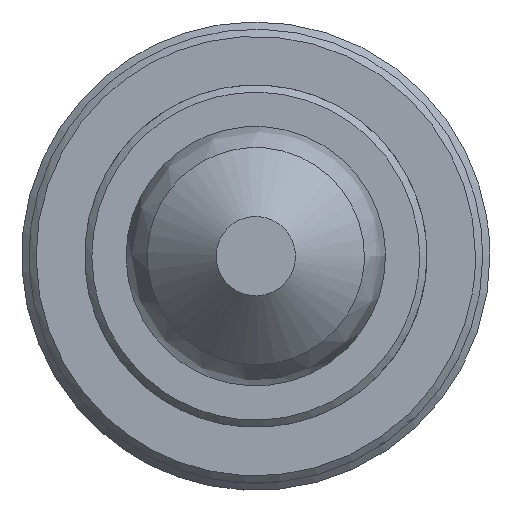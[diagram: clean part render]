
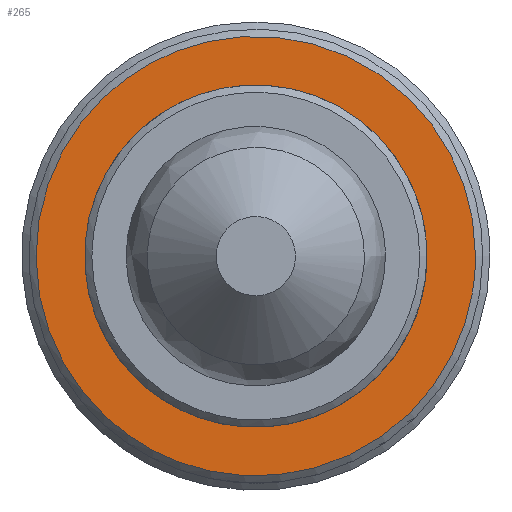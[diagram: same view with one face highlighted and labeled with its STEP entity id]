
A CAD part, front view. The second image highlights one B-rep face of the part: STEP entity #265.
In plain terms, the highlighted free-form (B-spline) face has degree [1, 1] with [2, 2] control points.
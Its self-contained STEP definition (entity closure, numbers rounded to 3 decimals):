
#85=B_SPLINE_SURFACE_WITH_KNOTS('',1,1,((#1567,#1568),(#1569,#1570)),
 .UNSPECIFIED.,.F.,.F.,.F.,(2,2),(2,2),(0.,1.),(0.,1.),.UNSPECIFIED.);
#179=FACE_BOUND('',#343,.T.);
#180=FACE_BOUND('',#344,.T.);
#226=(
BOUNDED_CURVE()
B_SPLINE_CURVE(2,(#1537,#1538,#1539,#1540,#1541,#1542,#1543),
 .UNSPECIFIED.,.T.,.F.)
B_SPLINE_CURVE_WITH_KNOTS((1,2,2,2,2,1),(-0.333,0.,0.333,
0.667,1.,1.333),.UNSPECIFIED.)
CURVE()
GEOMETRIC_REPRESENTATION_ITEM()
RATIONAL_B_SPLINE_CURVE((1.,0.5,1.,0.5,1.,0.5,1.))
REPRESENTATION_ITEM('')
);
#227=(
BOUNDED_CURVE()
B_SPLINE_CURVE(2,(#1559,#1560,#1561,#1562,#1563,#1564,#1565),
 .UNSPECIFIED.,.T.,.F.)
B_SPLINE_CURVE_WITH_KNOTS((1,2,2,2,2,1),(-0.333,0.,0.333,
0.667,1.,1.333),.UNSPECIFIED.)
CURVE()
GEOMETRIC_REPRESENTATION_ITEM()
RATIONAL_B_SPLINE_CURVE((1.,0.5,1.,0.5,1.,0.5,1.))
REPRESENTATION_ITEM('')
);
#265=ADVANCED_FACE('F18',(#179,#180),#85,.T.);
#343=EDGE_LOOP('',(#425));
#344=EDGE_LOOP('',(#426));
#425=ORIENTED_EDGE('',*,*,#520,.T.);
#426=ORIENTED_EDGE('',*,*,#519,.T.);
#478=VERTEX_POINT('',#1544);
#479=VERTEX_POINT('',#1566);
#519=EDGE_CURVE('E33',#478,#478,#226,.T.);
#520=EDGE_CURVE('E2',#479,#479,#227,.T.);
#1537=CARTESIAN_POINT('',(16.847,-50.146,0.));
#1538=CARTESIAN_POINT('',(16.847,-50.146,-2.598));
#1539=CARTESIAN_POINT('',(14.597,-50.146,-1.299));
#1540=CARTESIAN_POINT('',(12.347,-50.146,0.));
#1541=CARTESIAN_POINT('',(14.597,-50.146,1.299));
#1542=CARTESIAN_POINT('',(16.847,-50.146,2.598));
#1543=CARTESIAN_POINT('',(16.847,-50.146,0.));
#1544=CARTESIAN_POINT('',(16.847,-50.146,0.));
#1559=CARTESIAN_POINT('',(18.397,-50.146,0.));
#1560=CARTESIAN_POINT('',(18.397,-50.146,5.283));
#1561=CARTESIAN_POINT('',(13.822,-50.146,2.641));
#1562=CARTESIAN_POINT('',(9.247,-50.146,0.));
#1563=CARTESIAN_POINT('',(13.822,-50.146,-2.641));
#1564=CARTESIAN_POINT('',(18.397,-50.146,-5.283));
#1565=CARTESIAN_POINT('',(18.397,-50.146,0.));
#1566=CARTESIAN_POINT('',(18.397,-50.146,0.));
#1567=CARTESIAN_POINT('',(18.812,-50.146,-3.465));
#1568=CARTESIAN_POINT('',(11.882,-50.146,-3.465));
#1569=CARTESIAN_POINT('',(18.812,-50.146,3.465));
#1570=CARTESIAN_POINT('',(11.882,-50.146,3.465));
